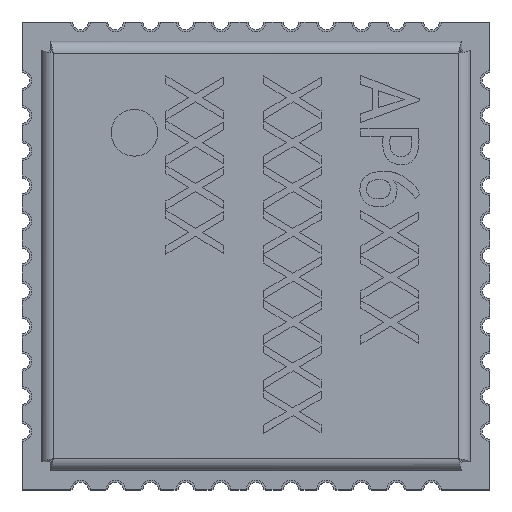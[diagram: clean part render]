
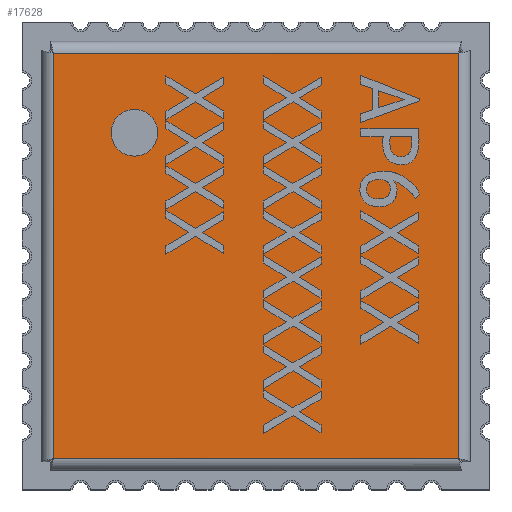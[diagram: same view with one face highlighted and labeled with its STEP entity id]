
A CAD part, top view. The second image highlights one B-rep face of the part: STEP entity #17628.
In plain terms, the highlighted planar face has unit normal (0, 0, 1).
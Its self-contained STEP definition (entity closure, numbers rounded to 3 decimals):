
#17593 = VERTEX_POINT('',#17594);
#17594 = CARTESIAN_POINT('',(-2.516,3.158,1.5));
#17600 = EDGE_CURVE('',#17601,#17593,#17603,.T.);
#17601 = VERTEX_POINT('',#17602);
#17602 = CARTESIAN_POINT('',(-3.716,3.158,1.5));
#17603 = CIRCLE('',#17604,0.6);
#17604 = AXIS2_PLACEMENT_3D('',#17605,#17606,#17607);
#17605 = CARTESIAN_POINT('',(-3.116,3.158,1.5));
#17606 = DIRECTION('',(0.,0.,1.));
#17607 = DIRECTION('',(1.,0.,-0.));
#17628 = ADVANCED_FACE('',(#17629,#17639),#17673,.T.);
#17629 = FACE_BOUND('',#17630,.T.);
#17630 = EDGE_LOOP('',(#17631,#17638));
#17631 = ORIENTED_EDGE('',*,*,#17632,.F.);
#17632 = EDGE_CURVE('',#17593,#17601,#17633,.T.);
#17633 = CIRCLE('',#17634,0.6);
#17634 = AXIS2_PLACEMENT_3D('',#17635,#17636,#17637);
#17635 = CARTESIAN_POINT('',(-3.116,3.158,1.5));
#17636 = DIRECTION('',(0.,0.,1.));
#17637 = DIRECTION('',(1.,0.,-0.));
#17638 = ORIENTED_EDGE('',*,*,#17600,.F.);
#17639 = FACE_BOUND('',#17640,.T.);
#17640 = EDGE_LOOP('',(#17641,#17651,#17659,#17667));
#17641 = ORIENTED_EDGE('',*,*,#17642,.T.);
#17642 = EDGE_CURVE('',#17643,#17645,#17647,.T.);
#17643 = VERTEX_POINT('',#17644);
#17644 = CARTESIAN_POINT('',(5.2,-5.2,1.5));
#17645 = VERTEX_POINT('',#17646);
#17646 = CARTESIAN_POINT('',(5.2,5.2,1.5));
#17647 = LINE('',#17648,#17649);
#17648 = CARTESIAN_POINT('',(5.2,-5.279,1.5));
#17649 = VECTOR('',#17650,1.);
#17650 = DIRECTION('',(0.,1.,0.));
#17651 = ORIENTED_EDGE('',*,*,#17652,.T.);
#17652 = EDGE_CURVE('',#17645,#17653,#17655,.T.);
#17653 = VERTEX_POINT('',#17654);
#17654 = CARTESIAN_POINT('',(-5.2,5.2,1.5));
#17655 = LINE('',#17656,#17657);
#17656 = CARTESIAN_POINT('',(5.279,5.2,1.5));
#17657 = VECTOR('',#17658,1.);
#17658 = DIRECTION('',(-1.,-0.,-0.));
#17659 = ORIENTED_EDGE('',*,*,#17660,.T.);
#17660 = EDGE_CURVE('',#17653,#17661,#17663,.T.);
#17661 = VERTEX_POINT('',#17662);
#17662 = CARTESIAN_POINT('',(-5.2,-5.2,1.5));
#17663 = LINE('',#17664,#17665);
#17664 = CARTESIAN_POINT('',(-5.2,5.279,1.5));
#17665 = VECTOR('',#17666,1.);
#17666 = DIRECTION('',(0.,-1.,0.));
#17667 = ORIENTED_EDGE('',*,*,#17668,.T.);
#17668 = EDGE_CURVE('',#17661,#17643,#17669,.T.);
#17669 = LINE('',#17670,#17671);
#17670 = CARTESIAN_POINT('',(-5.279,-5.2,1.5));
#17671 = VECTOR('',#17672,1.);
#17672 = DIRECTION('',(1.,-0.,-0.));
#17673 = PLANE('',#17674);
#17674 = AXIS2_PLACEMENT_3D('',#17675,#17676,#17677);
#17675 = CARTESIAN_POINT('',(0.,0.,1.5));
#17676 = DIRECTION('',(-0.,0.,1.));
#17677 = DIRECTION('',(1.,0.,0.));
